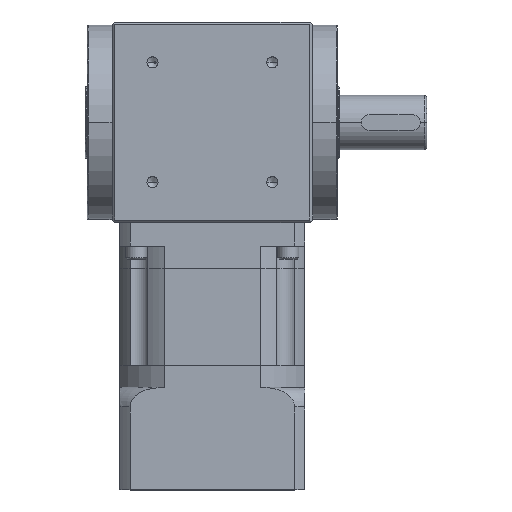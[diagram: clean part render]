
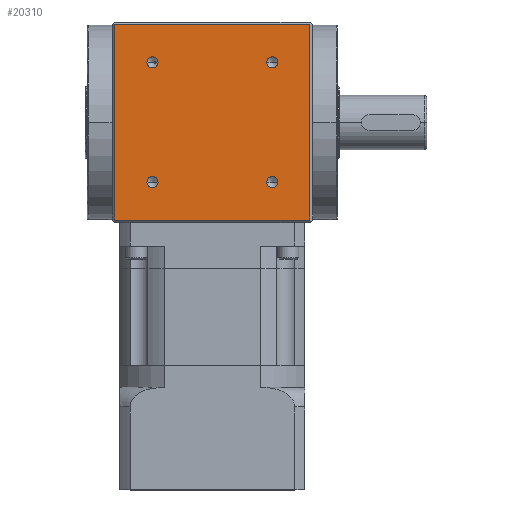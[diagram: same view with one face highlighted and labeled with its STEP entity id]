
A CAD part, top view. The second image highlights one B-rep face of the part: STEP entity #20310.
In plain terms, the highlighted planar face has unit normal (0, 0, 1).
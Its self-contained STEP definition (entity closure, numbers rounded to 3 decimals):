
#87 = CIRCLE ( 'NONE', #15539, 4.25 ) ;
#396 = ORIENTED_EDGE ( 'NONE', *, *, #6210, .F. ) ;
#918 = CIRCLE ( 'NONE', #21107, 4.25 ) ;
#1057 = ORIENTED_EDGE ( 'NONE', *, *, #8329, .F. ) ;
#1306 = CIRCLE ( 'NONE', #14517, 4.25 ) ;
#2145 = EDGE_CURVE ( 'NONE', #4922, #25012, #9669, .T. ) ;
#2285 = VERTEX_POINT ( 'NONE', #21029 ) ;
#2358 = AXIS2_PLACEMENT_3D ( 'NONE', #18166, #5723, #20256 ) ;
#3070 = ORIENTED_EDGE ( 'NONE', *, *, #13373, .F. ) ;
#3226 = VERTEX_POINT ( 'NONE', #18568 ) ;
#3358 = VERTEX_POINT ( 'NONE', #23246 ) ;
#3516 = EDGE_LOOP ( 'NONE', ( #4561, #9005 ) ) ;
#3716 = CARTESIAN_POINT ( 'NONE',  ( -95., 357., 77. ) ) ;
#3797 = FACE_BOUND ( 'NONE', #6599, .T. ) ;
#4188 = DIRECTION ( 'NONE',  ( 0., 0., -1. ) ) ;
#4210 = AXIS2_PLACEMENT_3D ( 'NONE', #20025, #7605, #22116 ) ;
#4278 = VERTEX_POINT ( 'NONE', #6416 ) ;
#4459 = FACE_BOUND ( 'NONE', #19412, .T. ) ;
#4505 = CARTESIAN_POINT ( 'NONE',  ( 45.962, 236.038, 77. ) ) ;
#4561 = ORIENTED_EDGE ( 'NONE', *, *, #26056, .F. ) ;
#4626 = AXIS2_PLACEMENT_3D ( 'NONE', #13388, #13468, #13549 ) ;
#4818 = CARTESIAN_POINT ( 'NONE',  ( -45.962, 327.962, 77. ) ) ;
#4872 = CARTESIAN_POINT ( 'NONE',  ( -74.872, 0., 77. ) ) ;
#4922 = VERTEX_POINT ( 'NONE', #19010 ) ;
#5097 = FACE_BOUND ( 'NONE', #12737, .T. ) ;
#5203 = CARTESIAN_POINT ( 'NONE',  ( 45.962, 327.962, 77. ) ) ;
#5723 = DIRECTION ( 'NONE',  ( 0., 0., 1. ) ) ;
#5927 = CARTESIAN_POINT ( 'NONE',  ( 45.962, 327.962, 77. ) ) ;
#5960 = CIRCLE ( 'NONE', #4210, 4.25 ) ;
#6210 = EDGE_CURVE ( 'NONE', #8457, #3358, #16673, .T. ) ;
#6339 = LINE ( 'NONE', #4872, #11235 ) ;
#6416 = CARTESIAN_POINT ( 'NONE',  ( 45.962, 323.712, 77. ) ) ;
#6544 = CARTESIAN_POINT ( 'NONE',  ( 45.962, 332.212, 77. ) ) ;
#6591 = LINE ( 'NONE', #3716, #17001 ) ;
#6599 = EDGE_LOOP ( 'NONE', ( #21243, #18529 ) ) ;
#6602 = DIRECTION ( 'NONE',  ( 0., -1., 0. ) ) ;
#6920 = DIRECTION ( 'NONE',  ( 0., -1., 0. ) ) ;
#6954 = VERTEX_POINT ( 'NONE', #8263 ) ;
#7306 = DIRECTION ( 'NONE',  ( 0., -1., 0. ) ) ;
#7605 = DIRECTION ( 'NONE',  ( 0., 0., 1. ) ) ;
#7763 = ORIENTED_EDGE ( 'NONE', *, *, #17734, .F. ) ;
#8013 = DIRECTION ( 'NONE',  ( 0., -1., 0. ) ) ;
#8263 = CARTESIAN_POINT ( 'NONE',  ( -74.872, 357., 77. ) ) ;
#8329 = EDGE_CURVE ( 'NONE', #3226, #2285, #1306, .T. ) ;
#8457 = VERTEX_POINT ( 'NONE', #16421 ) ;
#8954 = EDGE_CURVE ( 'NONE', #2285, #3226, #19445, .T. ) ;
#9005 = ORIENTED_EDGE ( 'NONE', *, *, #24303, .F. ) ;
#9096 = EDGE_CURVE ( 'NONE', #3358, #13251, #26559, .T. ) ;
#9349 = FACE_BOUND ( 'NONE', #3516, .T. ) ;
#9398 = VECTOR ( 'NONE', #13610, 1000. ) ;
#9402 = CARTESIAN_POINT ( 'NONE',  ( -45.962, 231.788, 77. ) ) ;
#9481 = CIRCLE ( 'NONE', #2358, 4.25 ) ;
#9595 = DIRECTION ( 'NONE',  ( 0., -1., 0. ) ) ;
#9669 = CIRCLE ( 'NONE', #4626, 4.25 ) ;
#9801 = ORIENTED_EDGE ( 'NONE', *, *, #24596, .F. ) ;
#9927 = ORIENTED_EDGE ( 'NONE', *, *, #8954, .F. ) ;
#10641 = VERTEX_POINT ( 'NONE', #9402 ) ;
#11142 = VECTOR ( 'NONE', #9595, 1000. ) ;
#11235 = VECTOR ( 'NONE', #21929, 1000. ) ;
#11536 = CARTESIAN_POINT ( 'NONE',  ( -95., 207., 77. ) ) ;
#11876 = CARTESIAN_POINT ( 'NONE',  ( -45.962, 327.962, 77. ) ) ;
#11912 = VERTEX_POINT ( 'NONE', #21294 ) ;
#12737 = EDGE_LOOP ( 'NONE', ( #1057, #9927 ) ) ;
#13251 = VERTEX_POINT ( 'NONE', #26102 ) ;
#13373 = EDGE_CURVE ( 'NONE', #6954, #8457, #6591, .T. ) ;
#13388 = CARTESIAN_POINT ( 'NONE',  ( 45.962, 236.038, 77. ) ) ;
#13468 = DIRECTION ( 'NONE',  ( 0., 0., 1. ) ) ;
#13549 = DIRECTION ( 'NONE',  ( 0., -1., 0. ) ) ;
#13610 = DIRECTION ( 'NONE',  ( -1., 0., 0. ) ) ;
#13954 = DIRECTION ( 'NONE',  ( 0., -1., 0. ) ) ;
#14517 = AXIS2_PLACEMENT_3D ( 'NONE', #11876, #26369, #13954 ) ;
#14889 = FACE_OUTER_BOUND ( 'NONE', #20723, .T. ) ;
#15539 = AXIS2_PLACEMENT_3D ( 'NONE', #5203, #19717, #7306 ) ;
#16421 = CARTESIAN_POINT ( 'NONE',  ( 74.872, 357., 77. ) ) ;
#16422 = AXIS2_PLACEMENT_3D ( 'NONE', #16651, #4188, #18717 ) ;
#16651 = CARTESIAN_POINT ( 'NONE',  ( -95., 359., 77. ) ) ;
#16673 = LINE ( 'NONE', #17815, #11142 ) ;
#17001 = VECTOR ( 'NONE', #20252, 1000. ) ;
#17734 = EDGE_CURVE ( 'NONE', #13251, #6954, #6339, .T. ) ;
#17815 = CARTESIAN_POINT ( 'NONE',  ( 74.872, 0., 77. ) ) ;
#18166 = CARTESIAN_POINT ( 'NONE',  ( -45.962, 236.038, 77. ) ) ;
#18529 = ORIENTED_EDGE ( 'NONE', *, *, #20225, .F. ) ;
#18568 = CARTESIAN_POINT ( 'NONE',  ( -45.962, 323.712, 77. ) ) ;
#18717 = DIRECTION ( 'NONE',  ( 0., 1., 0. ) ) ;
#18937 = CIRCLE ( 'NONE', #23162, 4.25 ) ;
#18952 = ORIENTED_EDGE ( 'NONE', *, *, #9096, .F. ) ;
#19010 = CARTESIAN_POINT ( 'NONE',  ( 45.962, 231.788, 77. ) ) ;
#19027 = DIRECTION ( 'NONE',  ( 0., 0., 1. ) ) ;
#19335 = DIRECTION ( 'NONE',  ( 0., 0., 1. ) ) ;
#19412 = EDGE_LOOP ( 'NONE', ( #19884, #9801 ) ) ;
#19445 = CIRCLE ( 'NONE', #25462, 4.25 ) ;
#19717 = DIRECTION ( 'NONE',  ( 0., 0., 1. ) ) ;
#19884 = ORIENTED_EDGE ( 'NONE', *, *, #2145, .F. ) ;
#20025 = CARTESIAN_POINT ( 'NONE',  ( -45.962, 236.038, 77. ) ) ;
#20225 = EDGE_CURVE ( 'NONE', #22034, #4278, #918, .T. ) ;
#20252 = DIRECTION ( 'NONE',  ( 1., 0., 0. ) ) ;
#20256 = DIRECTION ( 'NONE',  ( 0., -1., 0. ) ) ;
#20310 = ADVANCED_FACE ( 'NONE', ( #5097, #3797, #4459, #9349, #14889 ), #20726, .F. ) ;
#20452 = DIRECTION ( 'NONE',  ( 0., 0., 1. ) ) ;
#20723 = EDGE_LOOP ( 'NONE', ( #396, #3070, #7763, #18952 ) ) ;
#20726 = PLANE ( 'NONE',  #16422 ) ;
#21029 = CARTESIAN_POINT ( 'NONE',  ( -45.962, 332.212, 77. ) ) ;
#21107 = AXIS2_PLACEMENT_3D ( 'NONE', #5927, #20452, #8013 ) ;
#21243 = ORIENTED_EDGE ( 'NONE', *, *, #25324, .F. ) ;
#21294 = CARTESIAN_POINT ( 'NONE',  ( -45.962, 240.288, 77. ) ) ;
#21929 = DIRECTION ( 'NONE',  ( 0., 1., 0. ) ) ;
#22034 = VERTEX_POINT ( 'NONE', #6544 ) ;
#22116 = DIRECTION ( 'NONE',  ( 0., -1., 0. ) ) ;
#22713 = CARTESIAN_POINT ( 'NONE',  ( 45.962, 240.288, 77. ) ) ;
#23162 = AXIS2_PLACEMENT_3D ( 'NONE', #4505, #19027, #6602 ) ;
#23246 = CARTESIAN_POINT ( 'NONE',  ( 74.872, 207., 77. ) ) ;
#24303 = EDGE_CURVE ( 'NONE', #11912, #10641, #5960, .T. ) ;
#24596 = EDGE_CURVE ( 'NONE', #25012, #4922, #18937, .T. ) ;
#25012 = VERTEX_POINT ( 'NONE', #22713 ) ;
#25324 = EDGE_CURVE ( 'NONE', #4278, #22034, #87, .T. ) ;
#25462 = AXIS2_PLACEMENT_3D ( 'NONE', #4818, #19335, #6920 ) ;
#26056 = EDGE_CURVE ( 'NONE', #10641, #11912, #9481, .T. ) ;
#26102 = CARTESIAN_POINT ( 'NONE',  ( -74.872, 207., 77. ) ) ;
#26369 = DIRECTION ( 'NONE',  ( 0., 0., 1. ) ) ;
#26559 = LINE ( 'NONE', #11536, #9398 ) ;
